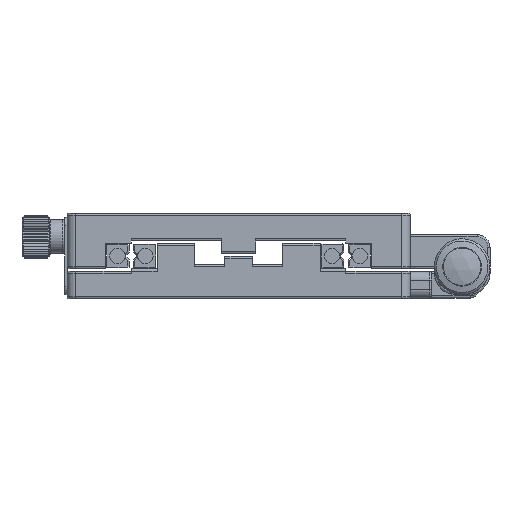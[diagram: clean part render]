
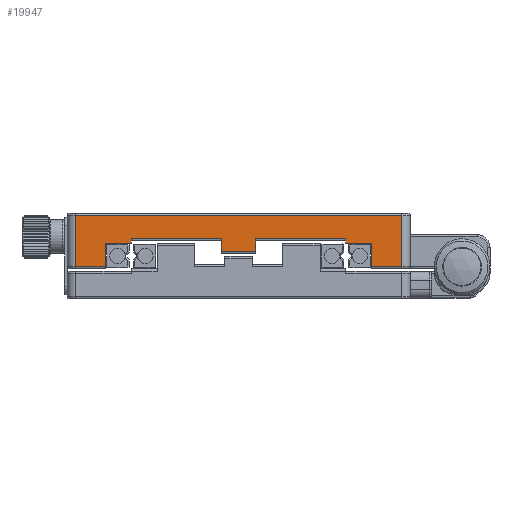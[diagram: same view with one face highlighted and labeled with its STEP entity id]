
A CAD part, front view. The second image highlights one B-rep face of the part: STEP entity #19947.
In plain terms, the highlighted planar face has unit normal (0, -1, 0).
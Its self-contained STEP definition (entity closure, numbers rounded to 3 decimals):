
#1233 = DIRECTION ( 'NONE',  ( 0., 0., -1. ) ) ;
#1357 = CARTESIAN_POINT ( 'NONE',  ( 25., -40., 14. ) ) ;
#1645 = CARTESIAN_POINT ( 'NONE',  ( -31., -40., 13. ) ) ;
#1683 = EDGE_CURVE ( 'NONE', #11096, #3724, #10263, .T. ) ;
#1940 = CARTESIAN_POINT ( 'NONE',  ( 25., -40., 13. ) ) ;
#1997 = ORIENTED_EDGE ( 'NONE', *, *, #8680, .F. ) ;
#2278 = DIRECTION ( 'NONE',  ( 0., 1., 0. ) ) ;
#3282 = VECTOR ( 'NONE', #10151, 1000. ) ;
#3655 = DIRECTION ( 'NONE',  ( 1., 0., 0. ) ) ;
#3724 = VERTEX_POINT ( 'NONE', #15908 ) ;
#3843 = CARTESIAN_POINT ( 'NONE',  ( -4., -40., 11. ) ) ;
#4060 = VECTOR ( 'NONE', #27975, 1000. ) ;
#4656 = LINE ( 'NONE', #12396, #7521 ) ;
#4681 = CARTESIAN_POINT ( 'NONE',  ( 31., -40., 7.5 ) ) ;
#4915 = EDGE_CURVE ( 'NONE', #12879, #23446, #7180, .T. ) ;
#5196 = CARTESIAN_POINT ( 'NONE',  ( 38., -40., 19.5 ) ) ;
#5597 = VECTOR ( 'NONE', #25361, 1000. ) ;
#6309 = CARTESIAN_POINT ( 'NONE',  ( -25., -40., 14. ) ) ;
#6597 = ORIENTED_EDGE ( 'NONE', *, *, #20571, .F. ) ;
#7180 = LINE ( 'NONE', #15698, #20357 ) ;
#7228 = ORIENTED_EDGE ( 'NONE', *, *, #14054, .F. ) ;
#7499 = VECTOR ( 'NONE', #3655, 1000. ) ;
#7521 = VECTOR ( 'NONE', #15066, 1000. ) ;
#7715 = EDGE_CURVE ( 'NONE', #3724, #25149, #31620, .T. ) ;
#7847 = LINE ( 'NONE', #28698, #26850 ) ;
#7984 = VERTEX_POINT ( 'NONE', #32084 ) ;
#8046 = DIRECTION ( 'NONE',  ( 1., 0., 0. ) ) ;
#8221 = DIRECTION ( 'NONE',  ( 0., 0., 1. ) ) ;
#8351 = AXIS2_PLACEMENT_3D ( 'NONE', #33970, #2278, #25877 ) ;
#8658 = CARTESIAN_POINT ( 'NONE',  ( -4., -40., 13.5 ) ) ;
#8680 = EDGE_CURVE ( 'NONE', #21128, #7984, #33545, .T. ) ;
#8982 = CARTESIAN_POINT ( 'NONE',  ( -31., -40., 13. ) ) ;
#9031 = LINE ( 'NONE', #26581, #34186 ) ;
#9131 = DIRECTION ( 'NONE',  ( 0., 0., 1. ) ) ;
#10151 = DIRECTION ( 'NONE',  ( -1., 0., 0. ) ) ;
#10193 = DIRECTION ( 'NONE',  ( 0., 0., -1. ) ) ;
#10263 = LINE ( 'NONE', #20635, #3282 ) ;
#10563 = CARTESIAN_POINT ( 'NONE',  ( 4., -40., 11. ) ) ;
#10652 = VECTOR ( 'NONE', #26667, 1000. ) ;
#10990 = CARTESIAN_POINT ( 'NONE',  ( 31., -40., 13. ) ) ;
#11053 = ORIENTED_EDGE ( 'NONE', *, *, #30094, .T. ) ;
#11096 = VERTEX_POINT ( 'NONE', #5196 ) ;
#11179 = VECTOR ( 'NONE', #18829, 1000. ) ;
#11435 = CARTESIAN_POINT ( 'NONE',  ( -25., -40., 94.248 ) ) ;
#11476 = VERTEX_POINT ( 'NONE', #27777 ) ;
#12396 = CARTESIAN_POINT ( 'NONE',  ( -4., -40., 14. ) ) ;
#12879 = VERTEX_POINT ( 'NONE', #10990 ) ;
#13338 = DIRECTION ( 'NONE',  ( 0., 0., -1. ) ) ;
#13610 = VERTEX_POINT ( 'NONE', #3843 ) ;
#13623 = CARTESIAN_POINT ( 'NONE',  ( 31., -40., 13. ) ) ;
#13625 = VECTOR ( 'NONE', #24502, 1000. ) ;
#13698 = EDGE_CURVE ( 'NONE', #23374, #32221, #4656, .T. ) ;
#14054 = EDGE_CURVE ( 'NONE', #23374, #11476, #19410, .T. ) ;
#14191 = VERTEX_POINT ( 'NONE', #1940 ) ;
#14256 = EDGE_CURVE ( 'NONE', #32181, #14191, #7847, .T. ) ;
#15066 = DIRECTION ( 'NONE',  ( 1., 0., 0. ) ) ;
#15212 = CARTESIAN_POINT ( 'NONE',  ( -38., -40., 7.5 ) ) ;
#15698 = CARTESIAN_POINT ( 'NONE',  ( 31., -40., 13. ) ) ;
#15823 = EDGE_CURVE ( 'NONE', #13610, #7984, #20068, .T. ) ;
#15908 = CARTESIAN_POINT ( 'NONE',  ( -38., -40., 19.5 ) ) ;
#15947 = VECTOR ( 'NONE', #8046, 1000. ) ;
#17061 = VECTOR ( 'NONE', #33794, 1000. ) ;
#17114 = FACE_OUTER_BOUND ( 'NONE', #32972, .T. ) ;
#17443 = ORIENTED_EDGE ( 'NONE', *, *, #4915, .T. ) ;
#17882 = VERTEX_POINT ( 'NONE', #19447 ) ;
#18159 = LINE ( 'NONE', #19020, #28544 ) ;
#18334 = LINE ( 'NONE', #8658, #26196 ) ;
#18679 = CARTESIAN_POINT ( 'NONE',  ( 4., -40., 14. ) ) ;
#18829 = DIRECTION ( 'NONE',  ( -1., 0., 0. ) ) ;
#19020 = CARTESIAN_POINT ( 'NONE',  ( 25., -40., 14. ) ) ;
#19410 = LINE ( 'NONE', #11435, #13625 ) ;
#19424 = LINE ( 'NONE', #30067, #7499 ) ;
#19447 = CARTESIAN_POINT ( 'NONE',  ( 38., -40., 7.5 ) ) ;
#19461 = ORIENTED_EDGE ( 'NONE', *, *, #15823, .T. ) ;
#19947 = ADVANCED_FACE ( 'NONE', ( #17114 ), #25762, .F. ) ;
#20068 = LINE ( 'NONE', #10563, #15947 ) ;
#20357 = VECTOR ( 'NONE', #13338, 1000. ) ;
#20571 = EDGE_CURVE ( 'NONE', #12879, #14191, #20713, .T. ) ;
#20635 = CARTESIAN_POINT ( 'NONE',  ( 40., -40., 19.5 ) ) ;
#20713 = LINE ( 'NONE', #13623, #11179 ) ;
#21004 = LINE ( 'NONE', #30979, #10652 ) ;
#21128 = VERTEX_POINT ( 'NONE', #18679 ) ;
#22576 = EDGE_CURVE ( 'NONE', #11476, #29261, #31716, .T. ) ;
#22729 = CARTESIAN_POINT ( 'NONE',  ( -38., -40., 7. ) ) ;
#23058 = ORIENTED_EDGE ( 'NONE', *, *, #29027, .T. ) ;
#23344 = ORIENTED_EDGE ( 'NONE', *, *, #28645, .T. ) ;
#23374 = VERTEX_POINT ( 'NONE', #6309 ) ;
#23446 = VERTEX_POINT ( 'NONE', #4681 ) ;
#24122 = ORIENTED_EDGE ( 'NONE', *, *, #22576, .F. ) ;
#24153 = EDGE_CURVE ( 'NONE', #29261, #27999, #33976, .T. ) ;
#24502 = DIRECTION ( 'NONE',  ( 0., 0., -1. ) ) ;
#24733 = ORIENTED_EDGE ( 'NONE', *, *, #25741, .T. ) ;
#24916 = CARTESIAN_POINT ( 'NONE',  ( 4., -40., 13.5 ) ) ;
#25042 = CARTESIAN_POINT ( 'NONE',  ( -4., -40., 14. ) ) ;
#25149 = VERTEX_POINT ( 'NONE', #15212 ) ;
#25292 = CARTESIAN_POINT ( 'NONE',  ( -19., -40., 13. ) ) ;
#25361 = DIRECTION ( 'NONE',  ( 0., 0., -1. ) ) ;
#25741 = EDGE_CURVE ( 'NONE', #23446, #17882, #21004, .T. ) ;
#25762 = PLANE ( 'NONE',  #8351 ) ;
#25877 = DIRECTION ( 'NONE',  ( 0., 0., -1. ) ) ;
#26196 = VECTOR ( 'NONE', #9131, 1000. ) ;
#26581 = CARTESIAN_POINT ( 'NONE',  ( 38., -40., 7. ) ) ;
#26667 = DIRECTION ( 'NONE',  ( 1., 0., 0. ) ) ;
#26850 = VECTOR ( 'NONE', #10193, 1000. ) ;
#27108 = DIRECTION ( 'NONE',  ( 1., 0., 0. ) ) ;
#27173 = EDGE_CURVE ( 'NONE', #13610, #32221, #18334, .T. ) ;
#27737 = ORIENTED_EDGE ( 'NONE', *, *, #1683, .T. ) ;
#27777 = CARTESIAN_POINT ( 'NONE',  ( -25., -40., 13. ) ) ;
#27975 = DIRECTION ( 'NONE',  ( -1., 0., 0. ) ) ;
#27999 = VERTEX_POINT ( 'NONE', #31990 ) ;
#28544 = VECTOR ( 'NONE', #27108, 1000. ) ;
#28645 = EDGE_CURVE ( 'NONE', #25149, #27999, #19424, .T. ) ;
#28698 = CARTESIAN_POINT ( 'NONE',  ( 25., -40., 94.248 ) ) ;
#28917 = ORIENTED_EDGE ( 'NONE', *, *, #24153, .F. ) ;
#29027 = EDGE_CURVE ( 'NONE', #21128, #32181, #18159, .T. ) ;
#29126 = ORIENTED_EDGE ( 'NONE', *, *, #14256, .T. ) ;
#29261 = VERTEX_POINT ( 'NONE', #1645 ) ;
#29828 = ORIENTED_EDGE ( 'NONE', *, *, #7715, .T. ) ;
#30067 = CARTESIAN_POINT ( 'NONE',  ( -31., -40., 7.5 ) ) ;
#30094 = EDGE_CURVE ( 'NONE', #17882, #11096, #9031, .T. ) ;
#30894 = ORIENTED_EDGE ( 'NONE', *, *, #13698, .T. ) ;
#30979 = CARTESIAN_POINT ( 'NONE',  ( 38., -40., 7.5 ) ) ;
#31500 = VECTOR ( 'NONE', #1233, 1000. ) ;
#31620 = LINE ( 'NONE', #22729, #5597 ) ;
#31716 = LINE ( 'NONE', #25292, #4060 ) ;
#31990 = CARTESIAN_POINT ( 'NONE',  ( -31., -40., 7.5 ) ) ;
#32084 = CARTESIAN_POINT ( 'NONE',  ( 4., -40., 11. ) ) ;
#32181 = VERTEX_POINT ( 'NONE', #1357 ) ;
#32221 = VERTEX_POINT ( 'NONE', #25042 ) ;
#32972 = EDGE_LOOP ( 'NONE', ( #29828, #23344, #28917, #24122, #7228, #30894, #34103, #19461, #1997, #23058, #29126, #6597, #17443, #24733, #11053, #27737 ) ) ;
#33545 = LINE ( 'NONE', #24916, #31500 ) ;
#33794 = DIRECTION ( 'NONE',  ( 0., 0., -1. ) ) ;
#33970 = CARTESIAN_POINT ( 'NONE',  ( 40., -40., 7. ) ) ;
#33976 = LINE ( 'NONE', #8982, #17061 ) ;
#34103 = ORIENTED_EDGE ( 'NONE', *, *, #27173, .F. ) ;
#34186 = VECTOR ( 'NONE', #8221, 1000. ) ;
